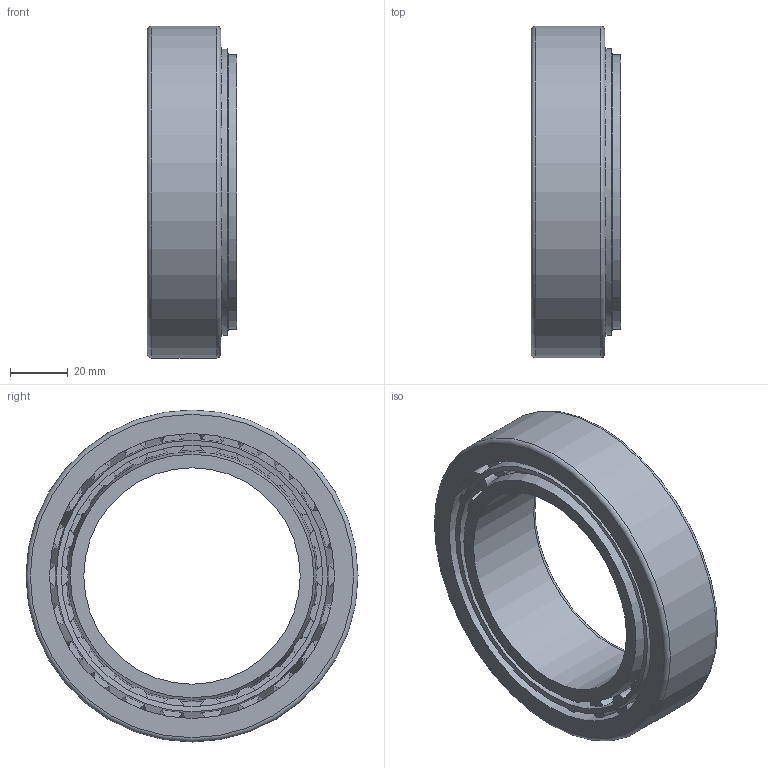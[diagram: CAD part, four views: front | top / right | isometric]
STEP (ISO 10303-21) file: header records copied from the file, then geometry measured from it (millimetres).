
FILE_DESCRIPTION(/* description */ ('STEP AP214'),/* implementation_level */ '2;1');
FILE_NAME(/* name */ '33015U',/* time_stamp */ '2025-09-12T13:48:35+02:00',/* author */ ('License CC BY-ND 4.0'),/* organization */ ('CADENAS'),/* preprocessor_version */ 'ST-DEVELOPER v19.3',/* originating_system */ 'PARTsolutions',/* authorisation */ ' ');
FILE_SCHEMA (('AUTOMOTIVE_DESIGN {1 0 10303 214 3 1 1}'));
Length unit declared in the file: millimetre
Products named in the file (4): 33015U; 33015UInner  ring; 33015U Outer ring; 33015U Ball Cage
Assembly tree (3 placements, depth 2):
  33015U
    33015UInner  ring
    33015U Outer ring
    33015U Ball Cage
Bounding box: 31 x 115 x 115 mm (x, y, z)
Volume: 136651.4 mm3; surface area: 64398.2 mm2
Topology: 3 solids, 3 shells, 152 faces, 300 edges, 196 vertices
Faces by surface type: plane 92, cone 54, cylinder 3, torus 3
Full cylindrical faces by diameter (mm): 75 x1, 95 x1, 115 x1
Entity records: 4125 total; most frequent: CARTESIAN_POINT 900, DIRECTION 704, ORIENTED_EDGE 568, AXIS2_PLACEMENT_3D 352, EDGE_CURVE 284, EDGE_LOOP 216, FACE_BOUND 216, VERTEX_POINT 196
